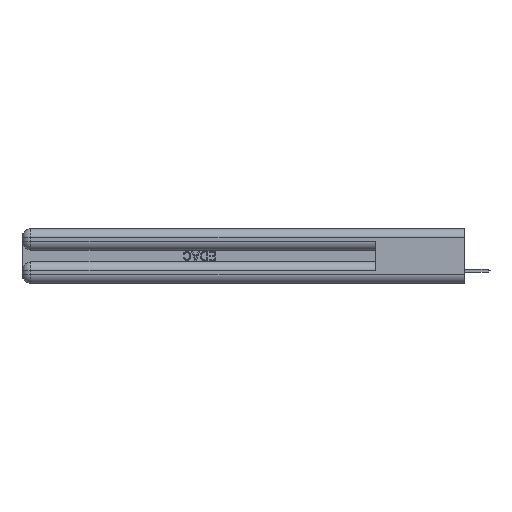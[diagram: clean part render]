
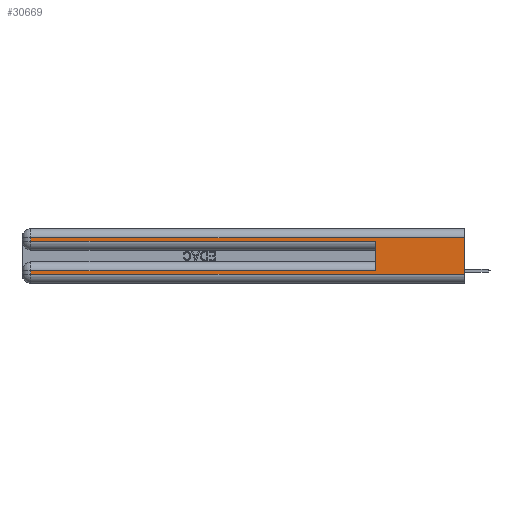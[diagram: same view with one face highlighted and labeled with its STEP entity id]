
A CAD part, left-side view. The second image highlights one B-rep face of the part: STEP entity #30669.
In plain terms, the highlighted planar face has unit normal (-1, 0, 0).
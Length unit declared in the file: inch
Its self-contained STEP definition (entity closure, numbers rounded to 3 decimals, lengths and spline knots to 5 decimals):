
#1028 = EDGE_CURVE ( 'NONE', #8638, #2133, #20331, .T. ) ;
#1183 = DIRECTION ( 'NONE',  ( 0., 0., -1. ) ) ;
#2133 = VERTEX_POINT ( 'NONE', #38382 ) ;
#2781 = CARTESIAN_POINT ( 'NONE',  ( 0., 2.94, 0.37 ) ) ;
#3289 = EDGE_CURVE ( 'NONE', #15418, #11773, #8963, .T. ) ;
#3604 = EDGE_CURVE ( 'NONE', #11773, #25846, #14335, .T. ) ;
#4289 = CARTESIAN_POINT ( 'NONE',  ( 0., 0.6, 0.145 ) ) ;
#4995 = DIRECTION ( 'NONE',  ( 0., -1., 0. ) ) ;
#5736 = CARTESIAN_POINT ( 'NONE',  ( 0., 2.94, 0.06 ) ) ;
#5881 = EDGE_CURVE ( 'NONE', #25846, #23350, #17064, .T. ) ;
#5895 = DIRECTION ( 'NONE',  ( 0., 0., -1. ) ) ;
#5921 = VERTEX_POINT ( 'NONE', #19768 ) ;
#5954 = ORIENTED_EDGE ( 'NONE', *, *, #5881, .T. ) ;
#6743 = ORIENTED_EDGE ( 'NONE', *, *, #1028, .T. ) ;
#8638 = VERTEX_POINT ( 'NONE', #5736 ) ;
#8963 = LINE ( 'NONE', #9986, #28575 ) ;
#9021 = VECTOR ( 'NONE', #5895, 39.37008 ) ;
#9656 = AXIS2_PLACEMENT_3D ( 'NONE', #25714, #13244, #1183 ) ;
#9986 = CARTESIAN_POINT ( 'NONE',  ( 0., 0., 0.31 ) ) ;
#10625 = ORIENTED_EDGE ( 'NONE', *, *, #11586, .F. ) ;
#10848 = EDGE_CURVE ( 'NONE', #5921, #31813, #37764, .T. ) ;
#11586 = EDGE_CURVE ( 'NONE', #15418, #2133, #40434, .T. ) ;
#11611 = ORIENTED_EDGE ( 'NONE', *, *, #10848, .T. ) ;
#11773 = VERTEX_POINT ( 'NONE', #25051 ) ;
#13244 = DIRECTION ( 'NONE',  ( 1., 0., 0. ) ) ;
#13318 = DIRECTION ( 'NONE',  ( 0., 1., 0. ) ) ;
#13755 = DIRECTION ( 'NONE',  ( 0., 0., 1. ) ) ;
#14335 = LINE ( 'NONE', #17773, #35907 ) ;
#14343 = CARTESIAN_POINT ( 'NONE',  ( 0., 2.94, 0.285 ) ) ;
#15418 = VERTEX_POINT ( 'NONE', #28570 ) ;
#15612 = LINE ( 'NONE', #4289, #40159 ) ;
#16783 = PLANE ( 'NONE',  #9656 ) ;
#17064 = LINE ( 'NONE', #30072, #31250 ) ;
#17354 = LINE ( 'NONE', #2781, #9021 ) ;
#17773 = CARTESIAN_POINT ( 'NONE',  ( 0., 2.94, 0.37 ) ) ;
#17942 = VECTOR ( 'NONE', #37037, 39.37008 ) ;
#18054 = EDGE_CURVE ( 'NONE', #31813, #8638, #17354, .T. ) ;
#18983 = EDGE_LOOP ( 'NONE', ( #10625, #23862, #32576, #5954, #23826, #11611, #29925, #6743 ) ) ;
#19083 = VECTOR ( 'NONE', #13318, 39.37008 ) ;
#19768 = CARTESIAN_POINT ( 'NONE',  ( 0., 0.6, 0.085 ) ) ;
#20331 = LINE ( 'NONE', #33754, #17942 ) ;
#21921 = FACE_OUTER_BOUND ( 'NONE', #18983, .T. ) ;
#23350 = VERTEX_POINT ( 'NONE', #32163 ) ;
#23826 = ORIENTED_EDGE ( 'NONE', *, *, #36391, .F. ) ;
#23862 = ORIENTED_EDGE ( 'NONE', *, *, #3289, .T. ) ;
#24828 = VECTOR ( 'NONE', #25227, 39.37008 ) ;
#25051 = CARTESIAN_POINT ( 'NONE',  ( 0., 2.94, 0.31 ) ) ;
#25227 = DIRECTION ( 'NONE',  ( 0., 0., -1. ) ) ;
#25714 = CARTESIAN_POINT ( 'NONE',  ( 0., 0., 0.37 ) ) ;
#25846 = VERTEX_POINT ( 'NONE', #14343 ) ;
#27594 = CARTESIAN_POINT ( 'NONE',  ( 0., 0., 0.085 ) ) ;
#28570 = CARTESIAN_POINT ( 'NONE',  ( 0., 0., 0.31 ) ) ;
#28575 = VECTOR ( 'NONE', #31797, 39.37008 ) ;
#29925 = ORIENTED_EDGE ( 'NONE', *, *, #18054, .T. ) ;
#30072 = CARTESIAN_POINT ( 'NONE',  ( 0., 0., 0.285 ) ) ;
#30544 = DIRECTION ( 'NONE',  ( 0., 0., -1. ) ) ;
#30669 = ADVANCED_FACE ( 'NONE', ( #21921 ), #16783, .F. ) ;
#31236 = CARTESIAN_POINT ( 'NONE',  ( 0., 0., 0.37 ) ) ;
#31250 = VECTOR ( 'NONE', #4995, 39.37008 ) ;
#31797 = DIRECTION ( 'NONE',  ( 0., 1., 0. ) ) ;
#31813 = VERTEX_POINT ( 'NONE', #32421 ) ;
#32163 = CARTESIAN_POINT ( 'NONE',  ( 0., 0.6, 0.285 ) ) ;
#32421 = CARTESIAN_POINT ( 'NONE',  ( 0., 2.94, 0.085 ) ) ;
#32576 = ORIENTED_EDGE ( 'NONE', *, *, #3604, .T. ) ;
#33754 = CARTESIAN_POINT ( 'NONE',  ( 0., 0., 0.06 ) ) ;
#35907 = VECTOR ( 'NONE', #30544, 39.37008 ) ;
#36391 = EDGE_CURVE ( 'NONE', #5921, #23350, #15612, .T. ) ;
#37037 = DIRECTION ( 'NONE',  ( 0., -1., 0. ) ) ;
#37764 = LINE ( 'NONE', #27594, #19083 ) ;
#38382 = CARTESIAN_POINT ( 'NONE',  ( 0., 0., 0.06 ) ) ;
#40159 = VECTOR ( 'NONE', #13755, 39.37008 ) ;
#40434 = LINE ( 'NONE', #31236, #24828 ) ;
